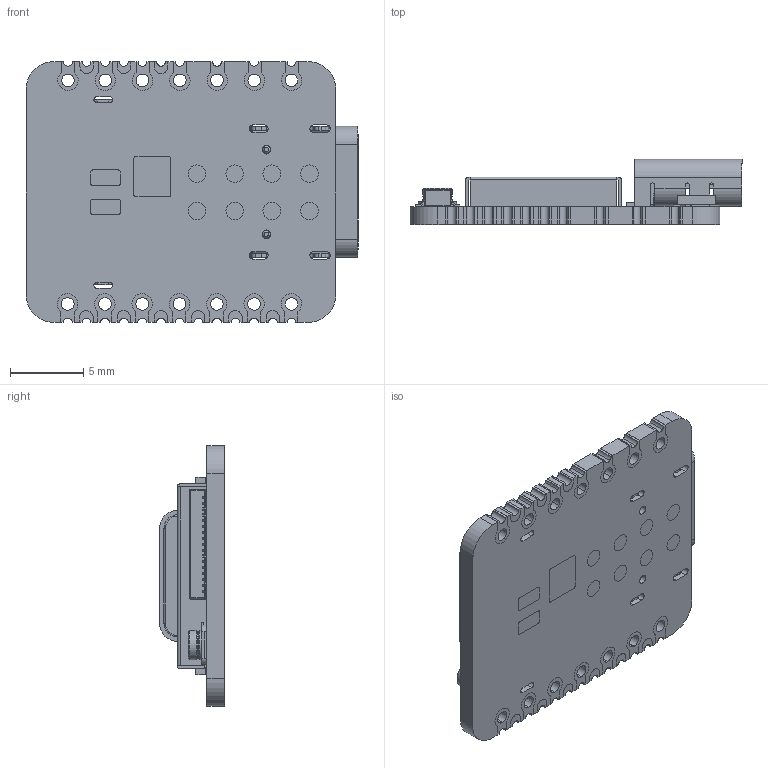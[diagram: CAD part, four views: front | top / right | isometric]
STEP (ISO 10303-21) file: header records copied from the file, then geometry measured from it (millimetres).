
FILE_DESCRIPTION(/* description */ ('KiCad electronic assembly','CAx-IF Rec.Pracs.---Representation and Presentation of Product Manufacturing Information (PMI)---4.0---2014-10-13'),/* implementation_level */ '2;1');
FILE_NAME(/* name */ 'XIAO ESP32S3 PLUS_.step',/* time_stamp */ '2025-01-29T11:04:37+05:30',/* author */ (''),/* organization */ (''),/* preprocessor_version */ 'ST-DEVELOPER v20',/* originating_system */ 'Autodesk Translation Framework v13.20.0.188',/* authorisation */ '');
FILE_SCHEMA (('AP242_MANAGED_MODEL_BASED_3D_ENGINEERING_MIM_LF { 1 0 10303 442 1 1 4 }'));
Length unit declared in the file: millimetre
Products named in the file (34): XIAO ESP32S3 PLUS_V1.0_241025 1; XIAO ESP32S3 PLUS_V1.0_241025_PCB; DF40C-30DP-0.4V_51_ v1; USB TYPE C PORT; USB TYPE C PORT (1); BOSS-EXTRUDE14_8_; BOSS-EXTRUDE7_4_; BOSS-EXTRUDE7_3_; BOSS-EXTRUDE14_4_; BOSS-EXTRUDE14_2_; BOSS-EXTRUDE14_11_; BOSS-EXTRUDE7_7_; BOSS-EXTRUDE14_9_; BOSS-EXTRUDE14_3_; BOSS-EXTRUDE14_7_; MIRROR2; BOSS-EXTRUDE14_5_; BOSS-EXTRUDE14_12_; BOSS-EXTRUDE7_8_; BOSS-EXTRUDE7_1_; BOSS-EXTRUDE14_10_; BOSS-EXTRUDE7_9_; BOSS-EXTRUDE14_6_; CHAMFER9; BOSS-EXTRUDE14_1_; BOSS-EXTRUDE7_6_; BOSS-EXTRUDE7_2_; CUT-EXTRUDE5; BOSS-EXTRUDE7_5_; Shield; U.FL-R-SMT-1_10_ v1; SKTAAAE010 v1; Body; Pins
Assembly tree (34 placements, depth 5):
  XIAO ESP32S3 PLUS_V1.0_241025 1
    XIAO ESP32S3 PLUS_V1.0_241025_PCB
      DF40C-30DP-0.4V_51_ v1
      USB TYPE C PORT
        USB TYPE C PORT (1)
          BOSS-EXTRUDE14_8_
          BOSS-EXTRUDE7_4_
          BOSS-EXTRUDE7_3_
          BOSS-EXTRUDE14_4_
          BOSS-EXTRUDE14_2_
          BOSS-EXTRUDE14_11_
          BOSS-EXTRUDE7_7_
          BOSS-EXTRUDE14_9_
          BOSS-EXTRUDE14_3_
          BOSS-EXTRUDE14_7_
          MIRROR2
          BOSS-EXTRUDE14_5_
          BOSS-EXTRUDE14_12_
          BOSS-EXTRUDE7_8_
          BOSS-EXTRUDE7_1_
          BOSS-EXTRUDE14_10_
          BOSS-EXTRUDE7_9_
          BOSS-EXTRUDE14_6_
          CHAMFER9
          BOSS-EXTRUDE14_1_
          BOSS-EXTRUDE7_6_
          BOSS-EXTRUDE7_2_
          CUT-EXTRUDE5
          BOSS-EXTRUDE7_5_
      Shield
      SKTAAAE010 v1  x2
        Body
        Pins
      U.FL-R-SMT-1_10_ v1
Bounding box: 22.64 x 4.42 x 17.78 mm (x, y, z)
Volume: 603.9 mm3; surface area: 2315.5 mm2
Topology: 72 solids, 72 shells, 1512 faces, 3962 edges, 2599 vertices
Faces by surface type: plane 1007, cylinder 459, torus 24, cone 13, sphere 6, bspline 3
Full cylindrical faces by diameter (mm): 0.5 x3, 0.6 x2, 0.85 x1, 1.2 x16, 1.72 x1, 1.86 x1, 2 x2
Entity records: 47306 total; most frequent: CARTESIAN_POINT 8421, DIRECTION 7954, ORIENTED_EDGE 7788, EDGE_CURVE 3894, LINE 2904, VECTOR 2904, VERTEX_POINT 2559, AXIS2_PLACEMENT_3D 2525
